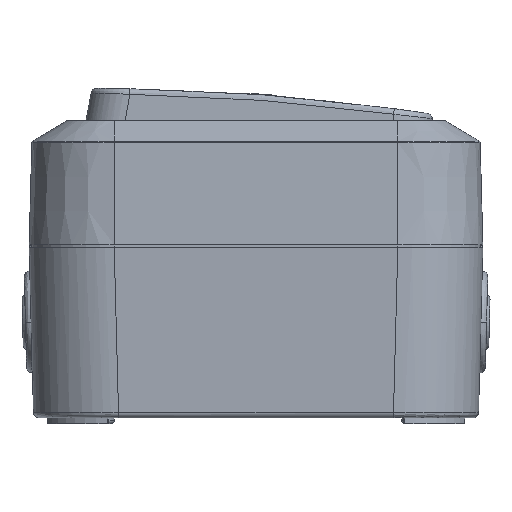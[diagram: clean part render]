
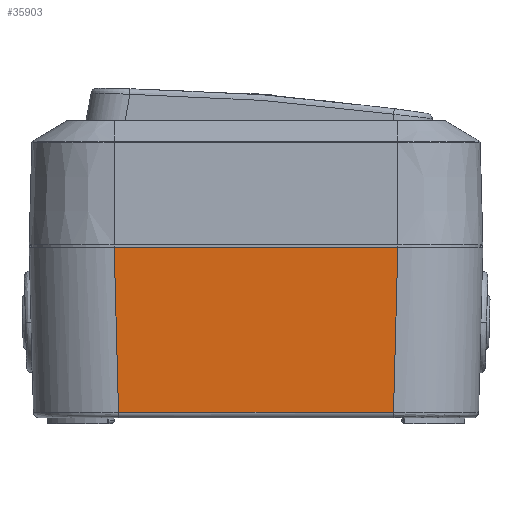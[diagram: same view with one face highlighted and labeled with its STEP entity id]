
A CAD part, left-side view. The second image highlights one B-rep face of the part: STEP entity #35903.
In plain terms, the highlighted planar face has unit normal (-1, 0, -0.026).
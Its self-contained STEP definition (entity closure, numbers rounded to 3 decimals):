
#2174 = LINE ( 'NONE', #18165, #38403 ) ;
#2921 = VERTEX_POINT ( 'NONE', #36431 ) ;
#4383 = DIRECTION ( 'NONE',  ( -1., 0., -0.026 ) ) ;
#7288 = EDGE_CURVE ( 'NONE', #13265, #18050, #34343, .T. ) ;
#8192 = EDGE_CURVE ( 'NONE', #13265, #2921, #2174, .T. ) ;
#9967 = LINE ( 'NONE', #35463, #10006 ) ;
#10006 = VECTOR ( 'NONE', #35733, 1000. ) ;
#11416 = ORIENTED_EDGE ( 'NONE', *, *, #35234, .T. ) ;
#11831 = EDGE_LOOP ( 'NONE', ( #12993, #31844, #17760, #11416 ) ) ;
#12993 = ORIENTED_EDGE ( 'NONE', *, *, #7288, .F. ) ;
#13265 = VERTEX_POINT ( 'NONE', #50963 ) ;
#14336 = EDGE_CURVE ( 'NONE', #39261, #2921, #9967, .T. ) ;
#17760 = ORIENTED_EDGE ( 'NONE', *, *, #14336, .F. ) ;
#18021 = CARTESIAN_POINT ( 'NONE',  ( -33.439, -24.006, -14.926 ) ) ;
#18050 = VERTEX_POINT ( 'NONE', #34255 ) ;
#18165 = CARTESIAN_POINT ( 'NONE',  ( -33.439, -24.006, -14.926 ) ) ;
#20921 = PLANE ( 'NONE',  #33322 ) ;
#21389 = DIRECTION ( 'NONE',  ( 0.026, -0.026, -0.999 ) ) ;
#24759 = CARTESIAN_POINT ( 'NONE',  ( -34.199, -39.761, 14.1 ) ) ;
#25096 = CARTESIAN_POINT ( 'NONE',  ( -34.199, 25.244, 14.1 ) ) ;
#26276 = LINE ( 'NONE', #41767, #36721 ) ;
#26611 = DIRECTION ( 'NONE',  ( -0.026, -0.026, 0.999 ) ) ;
#31844 = ORIENTED_EDGE ( 'NONE', *, *, #8192, .T. ) ;
#32638 = FACE_OUTER_BOUND ( 'NONE', #11831, .T. ) ;
#33322 = AXIS2_PLACEMENT_3D ( 'NONE', #24759, #4383, #49464 ) ;
#34255 = CARTESIAN_POINT ( 'NONE',  ( -33.439, 24.484, -14.926 ) ) ;
#34343 = LINE ( 'NONE', #18021, #36625 ) ;
#35234 = EDGE_CURVE ( 'NONE', #39261, #18050, #26276, .T. ) ;
#35463 = CARTESIAN_POINT ( 'NONE',  ( -34.199, 25.244, 14.1 ) ) ;
#35733 = DIRECTION ( 'NONE',  ( 0., -1., 0. ) ) ;
#35903 = ADVANCED_FACE ( 'NONE', ( #32638 ), #20921, .T. ) ;
#36431 = CARTESIAN_POINT ( 'NONE',  ( -34.199, -24.766, 14.1 ) ) ;
#36625 = VECTOR ( 'NONE', #38136, 1000. ) ;
#36721 = VECTOR ( 'NONE', #21389, 1000. ) ;
#38136 = DIRECTION ( 'NONE',  ( 0., 1., 0. ) ) ;
#38403 = VECTOR ( 'NONE', #26611, 1000. ) ;
#39261 = VERTEX_POINT ( 'NONE', #25096 ) ;
#41767 = CARTESIAN_POINT ( 'NONE',  ( -34.199, 25.244, 14.1 ) ) ;
#49464 = DIRECTION ( 'NONE',  ( -0.026, 0., 1. ) ) ;
#50963 = CARTESIAN_POINT ( 'NONE',  ( -33.439, -24.006, -14.926 ) ) ;
